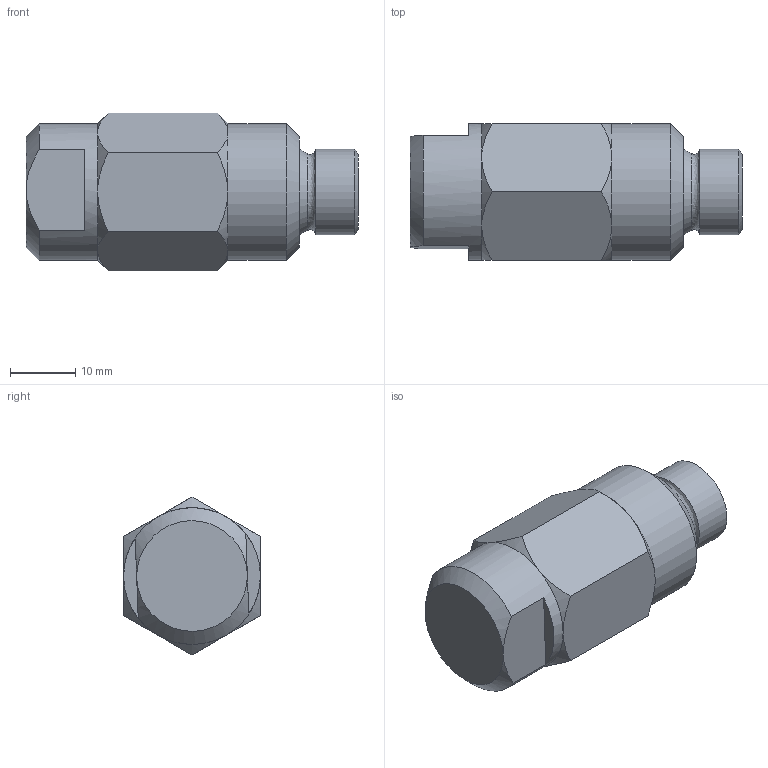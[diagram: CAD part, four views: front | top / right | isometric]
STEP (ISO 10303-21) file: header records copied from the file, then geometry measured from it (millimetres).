
FILE_DESCRIPTION((''),'2;1');
FILE_NAME('nf600-008-screw-00.stp','2010-01-26T11:08:19',('nakaot'),(''),'Autodesk Inventor 2008','Autodesk Inventor 2008','');
FILE_SCHEMA(('AUTOMOTIVE_DESIGN { 1 0 10303 214 1 1 1 1 }'));
Length unit declared in the file: millimetre
Products named in the file (1): nf600-008-screw-00
Bounding box: 51 x 21 x 24.25 mm (x, y, z)
Volume: 15596.5 mm3; surface area: 4022.9 mm2
Topology: 1 solids, 1 shells, 36 faces, 76 edges, 44 vertices
Faces by surface type: cone 17, plane 14, cylinder 4, bspline 1
Full cylindrical faces by diameter (mm): 6 x1, 13.158 x1, 21 x2
Entity records: 954 total; most frequent: CARTESIAN_POINT 265, DIRECTION 138, ORIENTED_EDGE 134, EDGE_CURVE 67, AXIS2_PLACEMENT_3D 63, EDGE_LOOP 46, VERTEX_POINT 43, FACE_OUTER_BOUND 36
